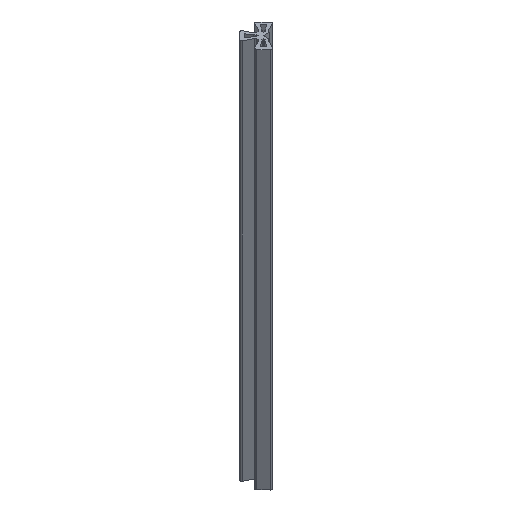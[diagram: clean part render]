
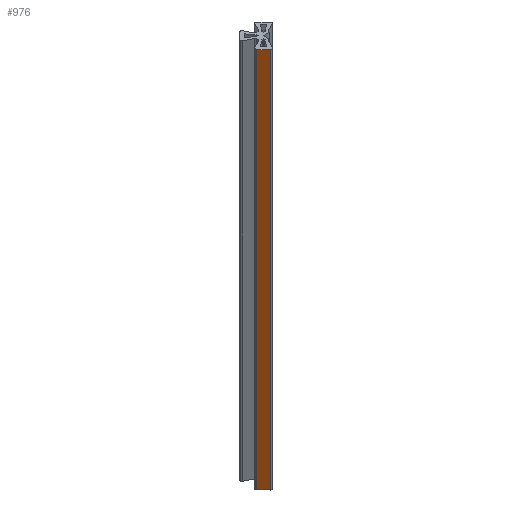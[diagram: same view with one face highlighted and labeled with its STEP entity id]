
A CAD part, isometric view. The second image highlights one B-rep face of the part: STEP entity #976.
In plain terms, the highlighted planar face has unit normal (-0.707, -0.707, 0).
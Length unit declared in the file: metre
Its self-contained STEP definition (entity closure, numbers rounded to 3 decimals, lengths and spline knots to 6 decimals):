
#242=ORIENTED_EDGE('',*,*,#442,.F.);
#243=ORIENTED_EDGE('',*,*,#472,.F.);
#244=ORIENTED_EDGE('',*,*,#410,.T.);
#245=ORIENTED_EDGE('',*,*,#471,.T.);
#410=EDGE_CURVE('',#539,#538,#636,.T.);
#442=EDGE_CURVE('',#568,#569,#656,.T.);
#471=EDGE_CURVE('',#538,#569,#675,.T.);
#472=EDGE_CURVE('',#539,#568,#676,.T.);
#538=VERTEX_POINT('',#1500);
#539=VERTEX_POINT('',#1502);
#568=VERTEX_POINT('',#1563);
#569=VERTEX_POINT('',#1565);
#636=LINE('',#1501,#744);
#656=LINE('',#1564,#764);
#675=LINE('',#1621,#783);
#676=LINE('',#1623,#784);
#744=VECTOR('',#1211,1.);
#764=VECTOR('',#1257,1.);
#783=VECTOR('',#1302,1.);
#784=VECTOR('',#1305,1.);
#838=EDGE_LOOP('',(#242,#243,#244,#245));
#894=FACE_BOUND('',#838,.T.);
#936=PLANE('',#1075);
#976=ADVANCED_FACE('',(#894),#936,.F.);
#1075=AXIS2_PLACEMENT_3D('',#1622,#1303,#1304);
#1211=DIRECTION('',(-0.707,0.707,0.));
#1257=DIRECTION('',(-0.707,0.707,0.));
#1302=DIRECTION('',(0.,0.,-1.));
#1303=DIRECTION('',(0.707,0.707,0.));
#1304=DIRECTION('',(0.707,-0.707,0.));
#1305=DIRECTION('',(0.,0.,-1.));
#1500=CARTESIAN_POINT('',(-0.048602,-0.004857,0.1651));
#1501=CARTESIAN_POINT('',(-0.046729,-0.006729,0.1651));
#1502=CARTESIAN_POINT('',(-0.044857,-0.008602,0.1651));
#1563=CARTESIAN_POINT('',(-0.044857,-0.008602,-0.0499));
#1564=CARTESIAN_POINT('',(-0.046729,-0.006729,-0.0499));
#1565=CARTESIAN_POINT('',(-0.048602,-0.004857,-0.0499));
#1621=CARTESIAN_POINT('',(-0.048602,-0.004857,0.1651));
#1622=CARTESIAN_POINT('',(-0.046729,-0.006729,0.1651));
#1623=CARTESIAN_POINT('',(-0.044857,-0.008602,0.1651));
